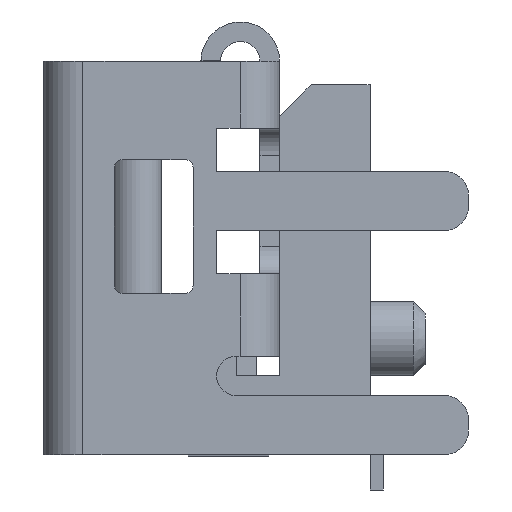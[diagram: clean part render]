
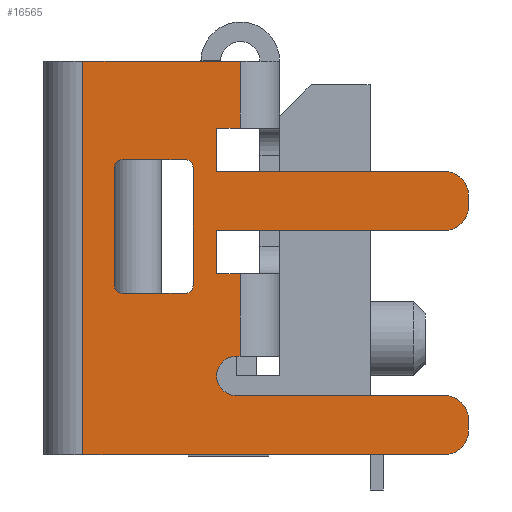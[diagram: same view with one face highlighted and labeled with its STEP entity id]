
A CAD part, left-side view. The second image highlights one B-rep face of the part: STEP entity #16565.
In plain terms, the highlighted face is planar.
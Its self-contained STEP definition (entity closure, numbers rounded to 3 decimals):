
#179=FACE_BOUND('',#2066,.T.);
#447=CIRCLE('',#17714,0.3);
#457=CIRCLE('',#17727,0.3);
#458=CIRCLE('',#17729,0.3);
#459=CIRCLE('',#17732,0.3);
#478=CIRCLE('',#17762,0.25);
#479=CIRCLE('',#17763,0.1);
#480=CIRCLE('',#17764,0.1);
#481=CIRCLE('',#17765,0.1);
#482=CIRCLE('',#17766,0.1);
#1203=FACE_OUTER_BOUND('',#2065,.T.);
#2065=EDGE_LOOP('',(#13303,#13304,#13305,#13306,#13307,#13308,#13309,#13310,
#13311,#13312,#13313,#13314,#13315,#13316,#13317,#13318,#13319,#13320,#13321,
#13322));
#2066=EDGE_LOOP('',(#13323,#13324,#13325,#13326,#13327,#13328,#13329,#13330));
#3543=LINE('',#25530,#5601);
#3548=LINE('',#25544,#5606);
#3597=LINE('',#25680,#5655);
#3600=LINE('',#25685,#5658);
#3601=LINE('',#25688,#5659);
#3602=LINE('',#25690,#5660);
#3603=LINE('',#25692,#5661);
#3604=LINE('',#25694,#5662);
#3605=LINE('',#25696,#5663);
#3606=LINE('',#25697,#5664);
#3607=LINE('',#25699,#5665);
#3608=LINE('',#25703,#5666);
#3609=LINE('',#25705,#5667);
#3610=LINE('',#25707,#5668);
#3611=LINE('',#25708,#5669);
#3612=LINE('',#25713,#5670);
#3613=LINE('',#25717,#5671);
#3614=LINE('',#25721,#5672);
#3615=LINE('',#25724,#5673);
#5601=VECTOR('',#20760,10.);
#5606=VECTOR('',#20775,10.);
#5655=VECTOR('',#20882,10.);
#5658=VECTOR('',#20887,10.);
#5659=VECTOR('',#20890,10.);
#5660=VECTOR('',#20891,10.);
#5661=VECTOR('',#20892,10.);
#5662=VECTOR('',#20893,10.);
#5663=VECTOR('',#20894,10.);
#5664=VECTOR('',#20895,0.36);
#5665=VECTOR('',#20896,10.);
#5666=VECTOR('',#20899,10.);
#5667=VECTOR('',#20900,10.);
#5668=VECTOR('',#20901,10.);
#5669=VECTOR('',#20902,10.);
#5670=VECTOR('',#20905,10.);
#5671=VECTOR('',#20908,10.);
#5672=VECTOR('',#20911,10.);
#5673=VECTOR('',#20914,10.);
#7453=VERTEX_POINT('',#25466);
#7454=VERTEX_POINT('',#25467);
#7483=VERTEX_POINT('',#25529);
#7484=VERTEX_POINT('',#25533);
#7485=VERTEX_POINT('',#25537);
#7486=VERTEX_POINT('',#25538);
#7487=VERTEX_POINT('',#25543);
#7488=VERTEX_POINT('',#25547);
#7545=VERTEX_POINT('',#25679);
#7546=VERTEX_POINT('',#25683);
#7547=VERTEX_POINT('',#25687);
#7548=VERTEX_POINT('',#25689);
#7549=VERTEX_POINT('',#25691);
#7550=VERTEX_POINT('',#25693);
#7551=VERTEX_POINT('',#25695);
#7552=VERTEX_POINT('',#25698);
#7553=VERTEX_POINT('',#25700);
#7554=VERTEX_POINT('',#25702);
#7555=VERTEX_POINT('',#25704);
#7556=VERTEX_POINT('',#25706);
#7557=VERTEX_POINT('',#25709);
#7558=VERTEX_POINT('',#25710);
#7559=VERTEX_POINT('',#25712);
#7560=VERTEX_POINT('',#25714);
#7561=VERTEX_POINT('',#25716);
#7562=VERTEX_POINT('',#25718);
#7563=VERTEX_POINT('',#25720);
#7564=VERTEX_POINT('',#25722);
#9476=EDGE_CURVE('',#7453,#7454,#447,.T.);
#9507=EDGE_CURVE('',#7454,#7483,#3543,.T.);
#9509=EDGE_CURVE('',#7483,#7484,#457,.T.);
#9511=EDGE_CURVE('',#7485,#7486,#458,.T.);
#9514=EDGE_CURVE('',#7486,#7487,#3548,.T.);
#9516=EDGE_CURVE('',#7487,#7488,#459,.T.);
#9582=EDGE_CURVE('',#7484,#7545,#3597,.T.);
#9585=EDGE_CURVE('',#7546,#7453,#3600,.T.);
#9586=EDGE_CURVE('',#7546,#7547,#3601,.T.);
#9587=EDGE_CURVE('',#7547,#7548,#3602,.T.);
#9588=EDGE_CURVE('',#7548,#7549,#3603,.T.);
#9589=EDGE_CURVE('',#7550,#7549,#3604,.T.);
#9590=EDGE_CURVE('',#7550,#7551,#3605,.T.);
#9591=EDGE_CURVE('',#7488,#7551,#3606,.T.);
#9592=EDGE_CURVE('',#7552,#7485,#3607,.T.);
#9593=EDGE_CURVE('',#7553,#7552,#478,.T.);
#9594=EDGE_CURVE('',#7553,#7554,#3608,.T.);
#9595=EDGE_CURVE('',#7554,#7555,#3609,.T.);
#9596=EDGE_CURVE('',#7555,#7556,#3610,.T.);
#9597=EDGE_CURVE('',#7556,#7545,#3611,.T.);
#9598=EDGE_CURVE('',#7557,#7558,#479,.T.);
#9599=EDGE_CURVE('',#7558,#7559,#3612,.T.);
#9600=EDGE_CURVE('',#7559,#7560,#480,.T.);
#9601=EDGE_CURVE('',#7560,#7561,#3613,.T.);
#9602=EDGE_CURVE('',#7561,#7562,#481,.T.);
#9603=EDGE_CURVE('',#7562,#7563,#3614,.T.);
#9604=EDGE_CURVE('',#7563,#7564,#482,.T.);
#9605=EDGE_CURVE('',#7564,#7557,#3615,.T.);
#13303=ORIENTED_EDGE('',*,*,#9476,.F.);
#13304=ORIENTED_EDGE('',*,*,#9585,.F.);
#13305=ORIENTED_EDGE('',*,*,#9586,.T.);
#13306=ORIENTED_EDGE('',*,*,#9587,.T.);
#13307=ORIENTED_EDGE('',*,*,#9588,.T.);
#13308=ORIENTED_EDGE('',*,*,#9589,.F.);
#13309=ORIENTED_EDGE('',*,*,#9590,.T.);
#13310=ORIENTED_EDGE('',*,*,#9591,.F.);
#13311=ORIENTED_EDGE('',*,*,#9516,.F.);
#13312=ORIENTED_EDGE('',*,*,#9514,.F.);
#13313=ORIENTED_EDGE('',*,*,#9511,.F.);
#13314=ORIENTED_EDGE('',*,*,#9592,.F.);
#13315=ORIENTED_EDGE('',*,*,#9593,.F.);
#13316=ORIENTED_EDGE('',*,*,#9594,.T.);
#13317=ORIENTED_EDGE('',*,*,#9595,.T.);
#13318=ORIENTED_EDGE('',*,*,#9596,.T.);
#13319=ORIENTED_EDGE('',*,*,#9597,.T.);
#13320=ORIENTED_EDGE('',*,*,#9582,.F.);
#13321=ORIENTED_EDGE('',*,*,#9509,.F.);
#13322=ORIENTED_EDGE('',*,*,#9507,.F.);
#13323=ORIENTED_EDGE('',*,*,#9598,.T.);
#13324=ORIENTED_EDGE('',*,*,#9599,.T.);
#13325=ORIENTED_EDGE('',*,*,#9600,.T.);
#13326=ORIENTED_EDGE('',*,*,#9601,.T.);
#13327=ORIENTED_EDGE('',*,*,#9602,.T.);
#13328=ORIENTED_EDGE('',*,*,#9603,.T.);
#13329=ORIENTED_EDGE('',*,*,#9604,.T.);
#13330=ORIENTED_EDGE('',*,*,#9605,.T.);
#15763=PLANE('',#17761);
#16565=ADVANCED_FACE('',(#1203,#179),#15763,.T.);
#17714=AXIS2_PLACEMENT_3D('',#25468,#20715,#20716);
#17727=AXIS2_PLACEMENT_3D('',#25534,#20764,#20765);
#17729=AXIS2_PLACEMENT_3D('',#25539,#20769,#20770);
#17732=AXIS2_PLACEMENT_3D('',#25548,#20779,#20780);
#17761=AXIS2_PLACEMENT_3D('',#25686,#20888,#20889);
#17762=AXIS2_PLACEMENT_3D('',#25701,#20897,#20898);
#17763=AXIS2_PLACEMENT_3D('',#25711,#20903,#20904);
#17764=AXIS2_PLACEMENT_3D('',#25715,#20906,#20907);
#17765=AXIS2_PLACEMENT_3D('',#25719,#20909,#20910);
#17766=AXIS2_PLACEMENT_3D('',#25723,#20912,#20913);
#20715=DIRECTION('center_axis',(-1.,0.,0.));
#20716=DIRECTION('ref_axis',(0.,0.707,0.707));
#20760=DIRECTION('',(0.,0.,-1.));
#20764=DIRECTION('center_axis',(-1.,0.,0.));
#20765=DIRECTION('ref_axis',(0.,0.707,-0.707));
#20769=DIRECTION('center_axis',(-1.,0.,0.));
#20770=DIRECTION('ref_axis',(0.,0.707,0.707));
#20775=DIRECTION('',(0.,0.,-1.));
#20779=DIRECTION('center_axis',(-1.,0.,0.));
#20780=DIRECTION('ref_axis',(0.,0.707,-0.707));
#20882=DIRECTION('',(0.,-1.,0.));
#20887=DIRECTION('',(0.,1.,0.));
#20888=DIRECTION('center_axis',(1.,0.,0.));
#20889=DIRECTION('ref_axis',(0.,0.,-1.));
#20890=DIRECTION('',(0.,0.,1.));
#20891=DIRECTION('',(0.,1.,0.));
#20892=DIRECTION('',(0.,0.,1.));
#20893=DIRECTION('',(0.,1.,0.));
#20894=DIRECTION('',(0.,0.,-1.));
#20895=DIRECTION('',(0.,-1.,0.));
#20896=DIRECTION('',(0.,1.,0.));
#20897=DIRECTION('center_axis',(1.,0.,0.));
#20898=DIRECTION('ref_axis',(0.,-0.707,0.707));
#20899=DIRECTION('',(0.,1.,0.));
#20900=DIRECTION('',(0.,0.,1.));
#20901=DIRECTION('',(0.,-1.,0.));
#20902=DIRECTION('',(0.,0.,1.));
#20903=DIRECTION('center_axis',(-1.,0.,0.));
#20904=DIRECTION('ref_axis',(0.,1.,0.));
#20905=DIRECTION('',(0.,1.,0.));
#20906=DIRECTION('center_axis',(-1.,0.,0.));
#20907=DIRECTION('ref_axis',(0.,0.,
-1.));
#20908=DIRECTION('',(0.,0.,-1.));
#20909=DIRECTION('center_axis',(-1.,0.,0.));
#20910=DIRECTION('ref_axis',(0.,-1.,0.));
#20911=DIRECTION('',(0.,-1.,0.));
#20912=DIRECTION('center_axis',(-1.,0.,0.));
#20913=DIRECTION('ref_axis',(0.,0.,
1.));
#20914=DIRECTION('',(0.,0.,1.));
#25466=CARTESIAN_POINT('',(10.95,5.1,1.1));
#25467=CARTESIAN_POINT('',(10.95,5.4,0.8));
#25468=CARTESIAN_POINT('Origin',(10.95,5.1,0.8));
#25529=CARTESIAN_POINT('',(10.95,5.4,0.65));
#25530=CARTESIAN_POINT('',(10.95,5.4,1.1));
#25533=CARTESIAN_POINT('',(10.95,5.1,0.35));
#25534=CARTESIAN_POINT('Origin',(10.95,5.1,0.65));
#25537=CARTESIAN_POINT('',(10.95,5.1,-1.75));
#25538=CARTESIAN_POINT('',(10.95,5.4,-2.05));
#25539=CARTESIAN_POINT('Origin',(10.95,5.1,-2.05));
#25543=CARTESIAN_POINT('',(10.95,5.4,-2.2));
#25544=CARTESIAN_POINT('',(10.95,5.4,-1.75));
#25547=CARTESIAN_POINT('',(10.95,5.1,-2.5));
#25548=CARTESIAN_POINT('Origin',(10.95,5.1,-2.2));
#25679=CARTESIAN_POINT('',(10.95,2.2,0.35));
#25680=CARTESIAN_POINT('',(10.95,2.2,0.35));
#25683=CARTESIAN_POINT('',(10.95,2.2,1.1));
#25685=CARTESIAN_POINT('',(10.95,2.2,1.1));
#25686=CARTESIAN_POINT('Origin',(10.95,3.8,0.725));
#25687=CARTESIAN_POINT('',(10.95,2.2,1.65));
#25688=CARTESIAN_POINT('',(10.95,2.2,-0.7));
#25689=CARTESIAN_POINT('',(10.95,2.5,1.65));
#25690=CARTESIAN_POINT('',(10.95,3.4,1.65));
#25691=CARTESIAN_POINT('',(10.95,2.5,2.5));
#25692=CARTESIAN_POINT('',(10.95,2.5,-1.25));
#25693=CARTESIAN_POINT('',(10.95,0.5,2.5));
#25694=CARTESIAN_POINT('',(10.95,0.5,2.5));
#25695=CARTESIAN_POINT('',(10.95,0.5,-2.5));
#25696=CARTESIAN_POINT('',(10.95,0.5,0.));
#25697=CARTESIAN_POINT('',(10.95,-0.631,-2.5));
#25698=CARTESIAN_POINT('',(10.95,2.45,-1.75));
#25699=CARTESIAN_POINT('',(10.95,2.2,-1.75));
#25700=CARTESIAN_POINT('',(10.95,2.45,-1.25));
#25701=CARTESIAN_POINT('Origin',(10.95,2.45,-1.5));
#25702=CARTESIAN_POINT('',(10.95,2.5,-1.25));
#25703=CARTESIAN_POINT('',(10.95,2.234,-1.25));
#25704=CARTESIAN_POINT('',(10.95,2.5,-0.2));
#25705=CARTESIAN_POINT('',(10.95,2.5,-1.25));
#25706=CARTESIAN_POINT('',(10.95,2.2,-0.2));
#25707=CARTESIAN_POINT('',(10.95,3.4,-0.2));
#25708=CARTESIAN_POINT('',(10.95,2.2,-0.7));
#25709=CARTESIAN_POINT('',(10.95,0.9,1.15));
#25710=CARTESIAN_POINT('',(10.95,1.,1.25));
#25711=CARTESIAN_POINT('Origin',(10.95,1.,1.15));
#25712=CARTESIAN_POINT('',(10.95,1.8,1.25));
#25713=CARTESIAN_POINT('',(10.95,1.634,1.25));
#25714=CARTESIAN_POINT('',(10.95,1.9,1.15));
#25715=CARTESIAN_POINT('Origin',(10.95,1.8,1.15));
#25716=CARTESIAN_POINT('',(10.95,1.9,-0.35));
#25717=CARTESIAN_POINT('',(10.95,1.9,-0.175));
#25718=CARTESIAN_POINT('',(10.95,1.8,-0.45));
#25719=CARTESIAN_POINT('Origin',(10.95,1.8,-0.35));
#25720=CARTESIAN_POINT('',(10.95,1.,-0.45));
#25721=CARTESIAN_POINT('',(10.95,1.234,-0.45));
#25722=CARTESIAN_POINT('',(10.95,0.9,-0.35));
#25723=CARTESIAN_POINT('Origin',(10.95,1.,-0.35));
#25724=CARTESIAN_POINT('',(10.95,0.9,0.575));
